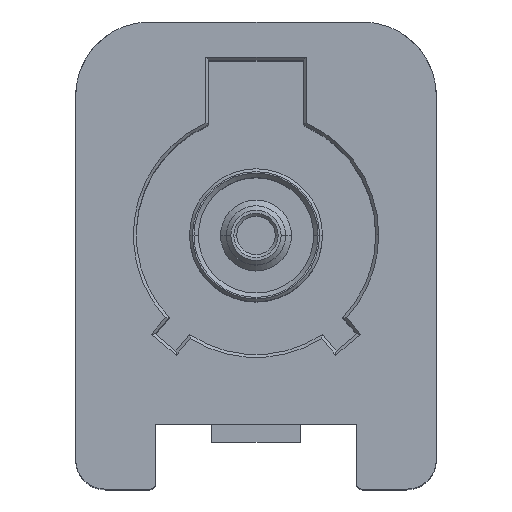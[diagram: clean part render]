
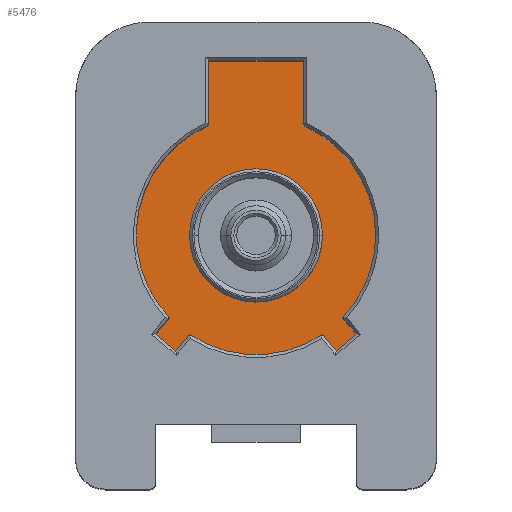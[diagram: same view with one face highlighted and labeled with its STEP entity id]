
A CAD part, top view. The second image highlights one B-rep face of the part: STEP entity #5476.
In plain terms, the highlighted planar face has unit normal (0, 0, 1).
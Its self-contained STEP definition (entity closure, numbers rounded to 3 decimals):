
#4 = EDGE_CURVE ( 'NONE', #485, #141, #3347, .T. ) ;
#100 = CARTESIAN_POINT ( 'NONE',  ( 2.709, -3.928, -15.3 ) ) ;
#141 = VERTEX_POINT ( 'NONE', #3829 ) ;
#259 = VECTOR ( 'NONE', #4377, 1000. ) ;
#290 = DIRECTION ( 'NONE',  ( 1., 0., 0. ) ) ;
#412 = CARTESIAN_POINT ( 'NONE',  ( -1.6, 5.9, -15.3 ) ) ;
#483 = AXIS2_PLACEMENT_3D ( 'NONE', #4919, #4490, #1046 ) ;
#485 = VERTEX_POINT ( 'NONE', #3300 ) ;
#490 = LINE ( 'NONE', #5346, #4085 ) ;
#546 = DIRECTION ( 'NONE',  ( 0.766, -0.643, 0. ) ) ;
#565 = DIRECTION ( 'NONE',  ( 0.643, 0.766, 0. ) ) ;
#601 = VECTOR ( 'NONE', #4686, 1000. ) ;
#604 = ORIENTED_EDGE ( 'NONE', *, *, #2708, .T. ) ;
#731 = EDGE_CURVE ( 'NONE', #5831, #4550, #2393, .T. ) ;
#792 = CARTESIAN_POINT ( 'NONE',  ( -2.709, -3.928, -15.3 ) ) ;
#860 = EDGE_CURVE ( 'NONE', #141, #4702, #5500, .T. ) ;
#865 = DIRECTION ( 'NONE',  ( 1., 0., 0. ) ) ;
#904 = ORIENTED_EDGE ( 'NONE', *, *, #3419, .T. ) ;
#1011 = EDGE_CURVE ( 'NONE', #2315, #1115, #3280, .T. ) ;
#1032 = DIRECTION ( 'NONE',  ( 0., 0., 1. ) ) ;
#1046 = DIRECTION ( 'NONE',  ( 1., 0., 0. ) ) ;
#1050 = CARTESIAN_POINT ( 'NONE',  ( 1.6, 5.9, -15.3 ) ) ;
#1062 = ORIENTED_EDGE ( 'NONE', *, *, #731, .T. ) ;
#1103 = LINE ( 'NONE', #3043, #5534 ) ;
#1115 = VERTEX_POINT ( 'NONE', #5427 ) ;
#1129 = DIRECTION ( 'NONE',  ( -0.643, 0.766, 0. ) ) ;
#1164 = EDGE_CURVE ( 'NONE', #1115, #2315, #1206, .T. ) ;
#1187 = LINE ( 'NONE', #1677, #601 ) ;
#1205 = EDGE_CURVE ( 'NONE', #6226, #5734, #4100, .T. ) ;
#1206 = CIRCLE ( 'NONE', #1419, 2.25 ) ;
#1386 = ORIENTED_EDGE ( 'NONE', *, *, #1633, .T. ) ;
#1419 = AXIS2_PLACEMENT_3D ( 'NONE', #1538, #3610, #4036 ) ;
#1433 = CARTESIAN_POINT ( 'NONE',  ( 0., 0., -15.3 ) ) ;
#1491 = FACE_OUTER_BOUND ( 'NONE', #4385, .T. ) ;
#1517 = DIRECTION ( 'NONE',  ( 0.766, 0.643, 0. ) ) ;
#1538 = CARTESIAN_POINT ( 'NONE',  ( 0., 0., -15.3 ) ) ;
#1628 = DIRECTION ( 'NONE',  ( 0., 0., 1. ) ) ;
#1633 = EDGE_CURVE ( 'NONE', #5718, #5588, #1103, .T. ) ;
#1677 = CARTESIAN_POINT ( 'NONE',  ( -1.6, 5.9, -15.3 ) ) ;
#1742 = ORIENTED_EDGE ( 'NONE', *, *, #4599, .T. ) ;
#1816 = CARTESIAN_POINT ( 'NONE',  ( 1.6, 5.9, -15.3 ) ) ;
#1859 = DIRECTION ( 'NONE',  ( 0., 0., 1. ) ) ;
#1884 = EDGE_CURVE ( 'NONE', #5588, #6226, #490, .T. ) ;
#2014 = AXIS2_PLACEMENT_3D ( 'NONE', #1433, #1859, #3471 ) ;
#2046 = AXIS2_PLACEMENT_3D ( 'NONE', #6317, #3780, #865 ) ;
#2100 = CARTESIAN_POINT ( 'NONE',  ( 3.398, -3.349, -15.3 ) ) ;
#2315 = VERTEX_POINT ( 'NONE', #3955 ) ;
#2393 = LINE ( 'NONE', #4468, #259 ) ;
#2612 = CARTESIAN_POINT ( 'NONE',  ( 2.709, -3.928, -15.3 ) ) ;
#2708 = EDGE_CURVE ( 'NONE', #6066, #5718, #5444, .T. ) ;
#2729 = CARTESIAN_POINT ( 'NONE',  ( 0., 0., -15.3 ) ) ;
#2755 = AXIS2_PLACEMENT_3D ( 'NONE', #3530, #1032, #5547 ) ;
#3025 = DIRECTION ( 'NONE',  ( 0., 1., 0. ) ) ;
#3043 = CARTESIAN_POINT ( 'NONE',  ( -2.932, -2.794, -15.3 ) ) ;
#3067 = LINE ( 'NONE', #2100, #4416 ) ;
#3076 = VECTOR ( 'NONE', #1517, 1000. ) ;
#3151 = CARTESIAN_POINT ( 'NONE',  ( 2.932, -2.794, -15.3 ) ) ;
#3280 = CIRCLE ( 'NONE', #5460, 2.25 ) ;
#3300 = CARTESIAN_POINT ( 'NONE',  ( 4.05, 0., -15.3 ) ) ;
#3341 = VERTEX_POINT ( 'NONE', #412 ) ;
#3347 = CIRCLE ( 'NONE', #4074, 4.05 ) ;
#3419 = EDGE_CURVE ( 'NONE', #3762, #3662, #3067, .T. ) ;
#3471 = DIRECTION ( 'NONE',  ( 1., 0., 0. ) ) ;
#3479 = CARTESIAN_POINT ( 'NONE',  ( -2.709, -3.928, -15.3 ) ) ;
#3530 = CARTESIAN_POINT ( 'NONE',  ( 0., 0., -15.3 ) ) ;
#3610 = DIRECTION ( 'NONE',  ( 0., 0., 1. ) ) ;
#3662 = VERTEX_POINT ( 'NONE', #3151 ) ;
#3697 = ORIENTED_EDGE ( 'NONE', *, *, #4388, .T. ) ;
#3762 = VERTEX_POINT ( 'NONE', #4584 ) ;
#3780 = DIRECTION ( 'NONE',  ( 0., 0., 1. ) ) ;
#3829 = CARTESIAN_POINT ( 'NONE',  ( 1.6, 3.721, -15.3 ) ) ;
#3955 = CARTESIAN_POINT ( 'NONE',  ( 2.25, 0., -15.3 ) ) ;
#4036 = DIRECTION ( 'NONE',  ( 1., 0., 0. ) ) ;
#4074 = AXIS2_PLACEMENT_3D ( 'NONE', #5513, #1628, #6110 ) ;
#4085 = VECTOR ( 'NONE', #546, 1000. ) ;
#4100 = LINE ( 'NONE', #3479, #5038 ) ;
#4156 = DIRECTION ( 'NONE',  ( 0., -1., 0. ) ) ;
#4159 = ORIENTED_EDGE ( 'NONE', *, *, #5088, .T. ) ;
#4179 = LINE ( 'NONE', #4638, #4944 ) ;
#4377 = DIRECTION ( 'NONE',  ( 0.643, -0.766, 0. ) ) ;
#4385 = EDGE_LOOP ( 'NONE', ( #4159, #6145, #5916, #5720, #1742, #604, #1386, #4758, #5508, #3697, #1062, #6010, #904 ) ) ;
#4388 = EDGE_CURVE ( 'NONE', #5734, #5831, #4728, .T. ) ;
#4416 = VECTOR ( 'NONE', #1129, 1000. ) ;
#4435 = CARTESIAN_POINT ( 'NONE',  ( -1.6, 3.721, -15.3 ) ) ;
#4468 = CARTESIAN_POINT ( 'NONE',  ( 2.242, -3.373, -15.3 ) ) ;
#4490 = DIRECTION ( 'NONE',  ( 0., 0., 1. ) ) ;
#4504 = CARTESIAN_POINT ( 'NONE',  ( 2.242, -3.373, -15.3 ) ) ;
#4540 = CARTESIAN_POINT ( 'NONE',  ( -2.242, -3.373, -15.3 ) ) ;
#4550 = VERTEX_POINT ( 'NONE', #2612 ) ;
#4560 = ORIENTED_EDGE ( 'NONE', *, *, #1164, .F. ) ;
#4584 = CARTESIAN_POINT ( 'NONE',  ( 3.398, -3.349, -15.3 ) ) ;
#4599 = EDGE_CURVE ( 'NONE', #3341, #6066, #4179, .T. ) ;
#4638 = CARTESIAN_POINT ( 'NONE',  ( -1.6, 3.721, -15.3 ) ) ;
#4686 = DIRECTION ( 'NONE',  ( -1., 0., 0. ) ) ;
#4702 = VERTEX_POINT ( 'NONE', #1816 ) ;
#4717 = DIRECTION ( 'NONE',  ( 0., 0., 1. ) ) ;
#4728 = CIRCLE ( 'NONE', #2755, 4.05 ) ;
#4758 = ORIENTED_EDGE ( 'NONE', *, *, #1884, .T. ) ;
#4901 = EDGE_CURVE ( 'NONE', #4550, #3762, #5932, .T. ) ;
#4919 = CARTESIAN_POINT ( 'NONE',  ( 0., 0., -15.3 ) ) ;
#4944 = VECTOR ( 'NONE', #4156, 1000. ) ;
#4981 = EDGE_CURVE ( 'NONE', #4702, #3341, #1187, .T. ) ;
#5038 = VECTOR ( 'NONE', #565, 1000. ) ;
#5088 = EDGE_CURVE ( 'NONE', #3662, #485, #5572, .T. ) ;
#5197 = EDGE_LOOP ( 'NONE', ( #4560, #6183 ) ) ;
#5346 = CARTESIAN_POINT ( 'NONE',  ( -3.398, -3.349, -15.3 ) ) ;
#5417 = PLANE ( 'NONE',  #2014 ) ;
#5427 = CARTESIAN_POINT ( 'NONE',  ( -2.25, 0., -15.3 ) ) ;
#5444 = CIRCLE ( 'NONE', #483, 4.05 ) ;
#5460 = AXIS2_PLACEMENT_3D ( 'NONE', #2729, #4717, #290 ) ;
#5476 = ADVANCED_FACE ( 'NONE', ( #5941, #1491 ), #5417, .T. ) ;
#5479 = CARTESIAN_POINT ( 'NONE',  ( -2.932, -2.794, -15.3 ) ) ;
#5500 = LINE ( 'NONE', #1050, #6369 ) ;
#5508 = ORIENTED_EDGE ( 'NONE', *, *, #1205, .T. ) ;
#5513 = CARTESIAN_POINT ( 'NONE',  ( 0., 0., -15.3 ) ) ;
#5534 = VECTOR ( 'NONE', #6009, 1000. ) ;
#5547 = DIRECTION ( 'NONE',  ( 1., 0., 0. ) ) ;
#5572 = CIRCLE ( 'NONE', #2046, 4.05 ) ;
#5588 = VERTEX_POINT ( 'NONE', #6006 ) ;
#5718 = VERTEX_POINT ( 'NONE', #5479 ) ;
#5720 = ORIENTED_EDGE ( 'NONE', *, *, #4981, .T. ) ;
#5734 = VERTEX_POINT ( 'NONE', #4540 ) ;
#5831 = VERTEX_POINT ( 'NONE', #4504 ) ;
#5916 = ORIENTED_EDGE ( 'NONE', *, *, #860, .T. ) ;
#5932 = LINE ( 'NONE', #100, #3076 ) ;
#5941 = FACE_BOUND ( 'NONE', #5197, .T. ) ;
#6006 = CARTESIAN_POINT ( 'NONE',  ( -3.398, -3.349, -15.3 ) ) ;
#6009 = DIRECTION ( 'NONE',  ( -0.643, -0.766, 0. ) ) ;
#6010 = ORIENTED_EDGE ( 'NONE', *, *, #4901, .T. ) ;
#6066 = VERTEX_POINT ( 'NONE', #4435 ) ;
#6110 = DIRECTION ( 'NONE',  ( 1., 0., 0. ) ) ;
#6145 = ORIENTED_EDGE ( 'NONE', *, *, #4, .T. ) ;
#6183 = ORIENTED_EDGE ( 'NONE', *, *, #1011, .F. ) ;
#6226 = VERTEX_POINT ( 'NONE', #792 ) ;
#6317 = CARTESIAN_POINT ( 'NONE',  ( 0., 0., -15.3 ) ) ;
#6369 = VECTOR ( 'NONE', #3025, 1000. ) ;
